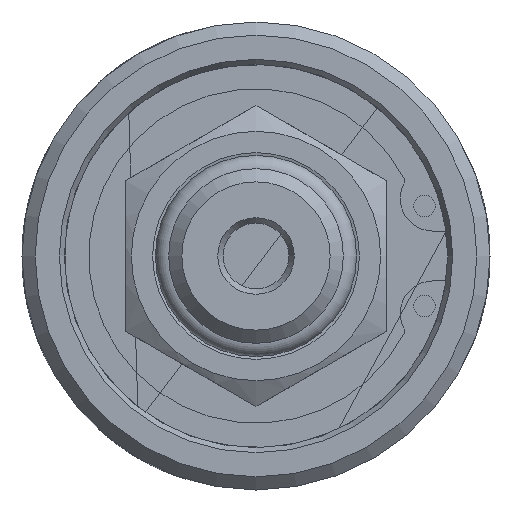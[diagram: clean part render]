
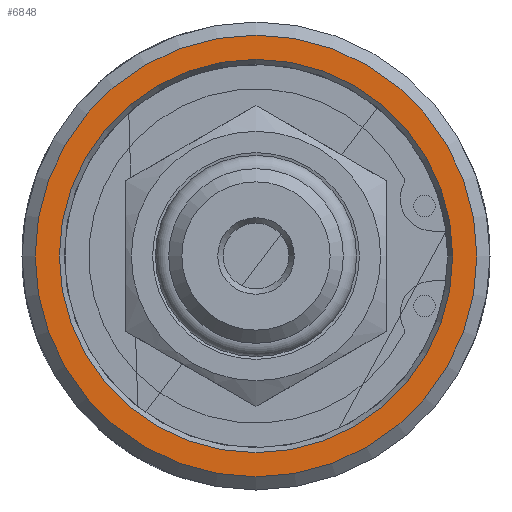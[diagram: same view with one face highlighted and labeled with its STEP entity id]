
A CAD part, left-side view. The second image highlights one B-rep face of the part: STEP entity #6848.
In plain terms, the highlighted planar face has unit normal (-1, 0, 0).
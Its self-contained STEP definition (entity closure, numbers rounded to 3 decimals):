
#268=FACE_BOUND('',#2093,.T.);
#313=PLANE('',#7309);
#1690=FACE_OUTER_BOUND('',#2092,.T.);
#2092=EDGE_LOOP('',(#4664));
#2093=EDGE_LOOP('',(#4665,#4666));
#2548=CIRCLE('',#7294,17.987);
#2549=CIRCLE('',#7295,17.987);
#2557=CIRCLE('',#7310,20.2);
#2822=VERTEX_POINT('',#9440);
#2823=VERTEX_POINT('',#9442);
#2837=VERTEX_POINT('',#9620);
#3548=EDGE_CURVE('',#2823,#2822,#2548,.T.);
#3549=EDGE_CURVE('',#2822,#2823,#2549,.T.);
#3569=EDGE_CURVE('',#2837,#2837,#2557,.T.);
#4664=ORIENTED_EDGE('',*,*,#3569,.F.);
#4665=ORIENTED_EDGE('',*,*,#3548,.T.);
#4666=ORIENTED_EDGE('',*,*,#3549,.T.);
#6848=ADVANCED_FACE('',(#1690,#268),#313,.T.);
#7294=AXIS2_PLACEMENT_3D('',#9443,#7875,#7876);
#7295=AXIS2_PLACEMENT_3D('',#9444,#7877,#7878);
#7309=AXIS2_PLACEMENT_3D('',#9619,#7911,#7912);
#7310=AXIS2_PLACEMENT_3D('',#9621,#7913,#7914);
#7875=DIRECTION('center_axis',(1.,0.,0.));
#7876=DIRECTION('ref_axis',(0.,1.,0.));
#7877=DIRECTION('center_axis',(1.,0.,0.));
#7878=DIRECTION('ref_axis',(0.,1.,0.));
#7911=DIRECTION('center_axis',(-1.,0.,0.));
#7912=DIRECTION('ref_axis',(0.,0.,1.));
#7913=DIRECTION('center_axis',(1.,0.,0.));
#7914=DIRECTION('ref_axis',(0.,-1.,0.));
#9440=CARTESIAN_POINT('',(0.,-17.987,0.));
#9442=CARTESIAN_POINT('',(0.,17.987,0.));
#9443=CARTESIAN_POINT('Origin',(0.,0.,0.));
#9444=CARTESIAN_POINT('Origin',(0.,0.,0.));
#9619=CARTESIAN_POINT('Origin',(0.,10.7,0.));
#9620=CARTESIAN_POINT('',(0.,20.2,0.));
#9621=CARTESIAN_POINT('Origin',(0.,0.,0.));
